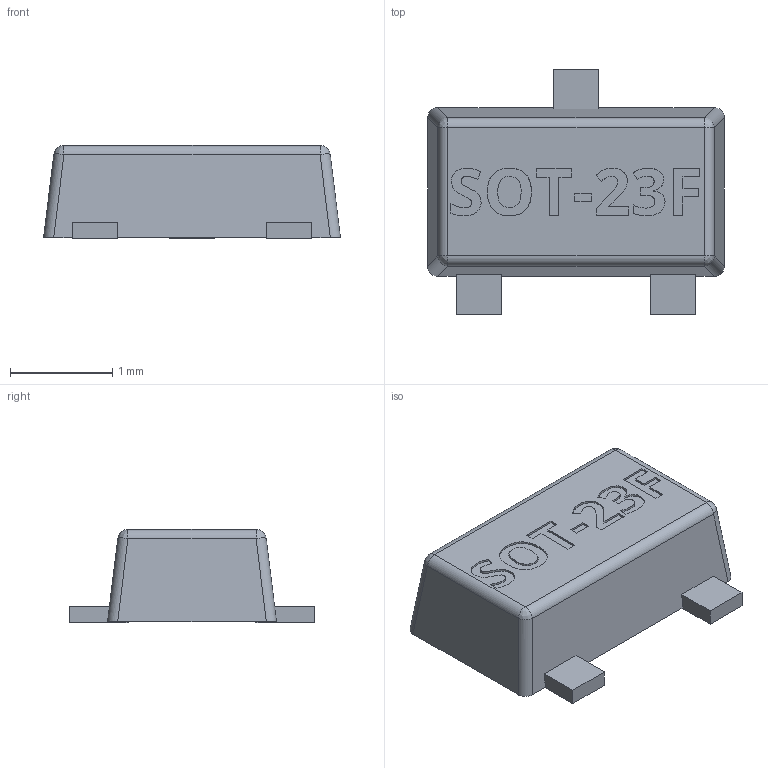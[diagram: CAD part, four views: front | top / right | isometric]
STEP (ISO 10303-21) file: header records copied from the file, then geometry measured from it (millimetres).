
FILE_DESCRIPTION (( 'STEP AP214' ), '1' );
FILE_NAME ('User Library-SOT23F-1.STEP', '2022-09-09T15:19:56', ( '' ), ( '' ), 'SwSTEP 2.0', 'SolidWorks 2022', '' );
FILE_SCHEMA (( 'AUTOMOTIVE_DESIGN' ));
Length unit declared in the file: millimetre
Products named in the file (5): Pin_2; User Library-SOT23F-1; Cap; Pin_3; Pin_1
Assembly tree (4 placements, depth 2):
  User Library-SOT23F-1
    Pin_3
    Cap
    Pin_1
    Pin_2
Bounding box: 2.9 x 2.4 x 0.91 mm (x, y, z)
Volume: 3.9 mm3; surface area: 18.9 mm2
Topology: 4 solids, 4 shells, 171 faces, 453 edges, 298 vertices
Faces by surface type: plane 82, bspline 81, cylinder 8
Entity records: 7768 total; most frequent: CARTESIAN_POINT 2002, ORIENTED_EDGE 906, DIRECTION 501, EDGE_CURVE 453, VERTEX_POINT 298, LINE 283, VECTOR 283, UNCERTAINTY_MEASURE_WITH_UNIT 184
